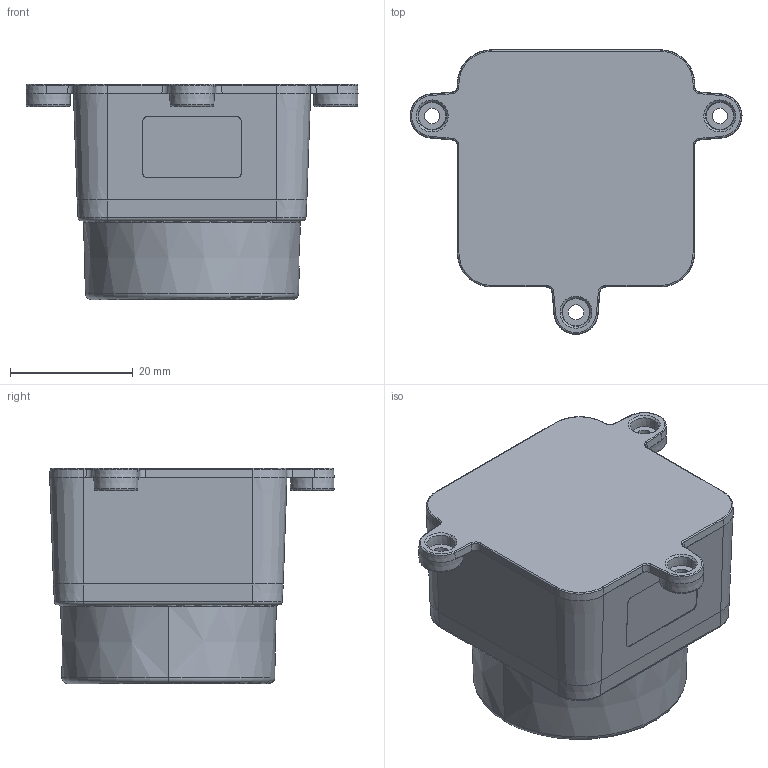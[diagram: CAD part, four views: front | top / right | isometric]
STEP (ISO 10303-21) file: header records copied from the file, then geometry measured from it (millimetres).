
FILE_DESCRIPTION((''),'2;1');
FILE_NAME('STL-27L','2022-12-07T14:36:26',('sushaoyou'),(''),'CREO PARAMETRIC BY PTC INC, 2020281','CREO PARAMETRIC BY PTC INC, 2020281','');
FILE_SCHEMA(('AUTOMOTIVE_DESIGN { 1 0 10303 214 1 1 1 1 }'));
Length unit declared in the file: millimetre
Products named in the file (1): STL-27L
Bounding box: 54 x 46.28 x 35 mm (x, y, z)
Surface area: 8502.8 mm2 (no closed solid volume)
Topology: 0 solids, 8 shells, 242 faces, 767 edges, 530 vertices
Faces by surface type: plane 116, cone 45, cylinder 38, torus 26, bspline 17
Entity records: 10326 total; most frequent: CARTESIAN_POINT 3616, ORIENTED_EDGE 1378, DIRECTION 1338, EDGE_CURVE 767, VERTEX_POINT 530, AXIS2_PLACEMENT_3D 479, VECTOR 380, LINE 380
